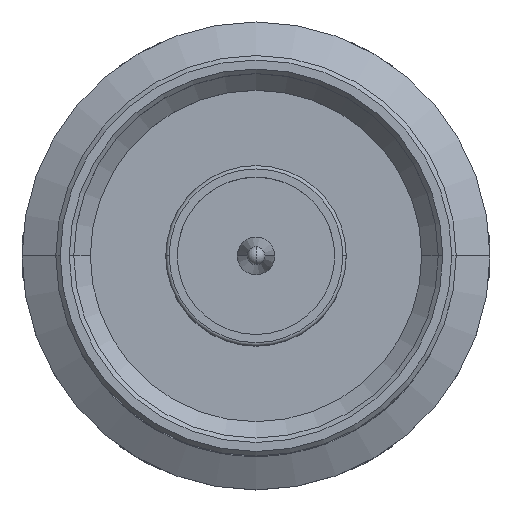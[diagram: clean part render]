
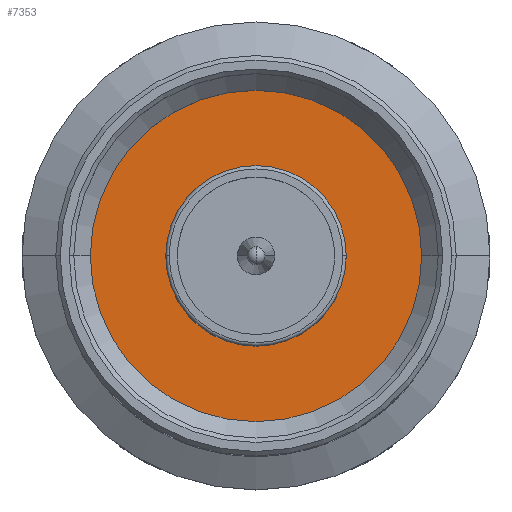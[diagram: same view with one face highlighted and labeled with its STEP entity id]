
A CAD part, top view. The second image highlights one B-rep face of the part: STEP entity #7353.
In plain terms, the highlighted planar face has unit normal (0, 0, 1).
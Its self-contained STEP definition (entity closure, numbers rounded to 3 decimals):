
#98 = EDGE_LOOP ( 'NONE', ( #16466, #17689 ) ) ;
#284 = PLANE ( 'NONE',  #1912 ) ;
#1912 = AXIS2_PLACEMENT_3D ( 'NONE', #14784, #2529, #7796 ) ;
#2032 = CARTESIAN_POINT ( 'NONE',  ( -4.01, 0., -4.737 ) ) ;
#2344 = CARTESIAN_POINT ( 'NONE',  ( 0., 0., -4.737 ) ) ;
#2529 = DIRECTION ( 'NONE',  ( 0., 0., -1. ) ) ;
#2934 = VERTEX_POINT ( 'NONE', #12089 ) ;
#3874 = DIRECTION ( 'NONE',  ( -1., 0., 0. ) ) ;
#4036 = EDGE_CURVE ( 'NONE', #5476, #11783, #17384, .T. ) ;
#4203 = DIRECTION ( 'NONE',  ( 0., 0., 1. ) ) ;
#4398 = CIRCLE ( 'NONE', #10629, 7.366 ) ;
#5244 = CARTESIAN_POINT ( 'NONE',  ( -7.366, 0., -4.737 ) ) ;
#5476 = VERTEX_POINT ( 'NONE', #5244 ) ;
#6380 = DIRECTION ( 'NONE',  ( 0., 0., -1. ) ) ;
#7075 = AXIS2_PLACEMENT_3D ( 'NONE', #14753, #4203, #13247 ) ;
#7353 = ADVANCED_FACE ( 'NONE', ( #13339, #9802 ), #284, .F. ) ;
#7442 = ORIENTED_EDGE ( 'NONE', *, *, #14271, .T. ) ;
#7796 = DIRECTION ( 'NONE',  ( -1., 0., 0. ) ) ;
#8238 = AXIS2_PLACEMENT_3D ( 'NONE', #2344, #12944, #3874 ) ;
#8454 = AXIS2_PLACEMENT_3D ( 'NONE', #15462, #6380, #17018 ) ;
#8742 = CARTESIAN_POINT ( 'NONE',  ( 0., 0., -4.737 ) ) ;
#9655 = ORIENTED_EDGE ( 'NONE', *, *, #11461, .T. ) ;
#9681 = VERTEX_POINT ( 'NONE', #2032 ) ;
#9802 = FACE_BOUND ( 'NONE', #12489, .T. ) ;
#10265 = DIRECTION ( 'NONE',  ( -1., 0., 0. ) ) ;
#10629 = AXIS2_PLACEMENT_3D ( 'NONE', #8742, #19337, #10265 ) ;
#11461 = EDGE_CURVE ( 'NONE', #9681, #2934, #18007, .T. ) ;
#11783 = VERTEX_POINT ( 'NONE', #17048 ) ;
#12089 = CARTESIAN_POINT ( 'NONE',  ( 4.01, 0., -4.737 ) ) ;
#12489 = EDGE_LOOP ( 'NONE', ( #7442, #9655 ) ) ;
#12944 = DIRECTION ( 'NONE',  ( 0., 0., -1. ) ) ;
#13247 = DIRECTION ( 'NONE',  ( -1., 0., 0. ) ) ;
#13339 = FACE_OUTER_BOUND ( 'NONE', #98, .T. ) ;
#14271 = EDGE_CURVE ( 'NONE', #2934, #9681, #15041, .T. ) ;
#14753 = CARTESIAN_POINT ( 'NONE',  ( 0., 0., -4.737 ) ) ;
#14784 = CARTESIAN_POINT ( 'NONE',  ( 0., 0., -4.737 ) ) ;
#15041 = CIRCLE ( 'NONE', #8454, 4.01 ) ;
#15462 = CARTESIAN_POINT ( 'NONE',  ( 0., 0., -4.737 ) ) ;
#16466 = ORIENTED_EDGE ( 'NONE', *, *, #4036, .T. ) ;
#17018 = DIRECTION ( 'NONE',  ( -1., 0., 0. ) ) ;
#17048 = CARTESIAN_POINT ( 'NONE',  ( 7.366, 0., -4.737 ) ) ;
#17301 = EDGE_CURVE ( 'NONE', #11783, #5476, #4398, .T. ) ;
#17384 = CIRCLE ( 'NONE', #7075, 7.366 ) ;
#17689 = ORIENTED_EDGE ( 'NONE', *, *, #17301, .T. ) ;
#18007 = CIRCLE ( 'NONE', #8238, 4.01 ) ;
#19337 = DIRECTION ( 'NONE',  ( 0., 0., 1. ) ) ;
